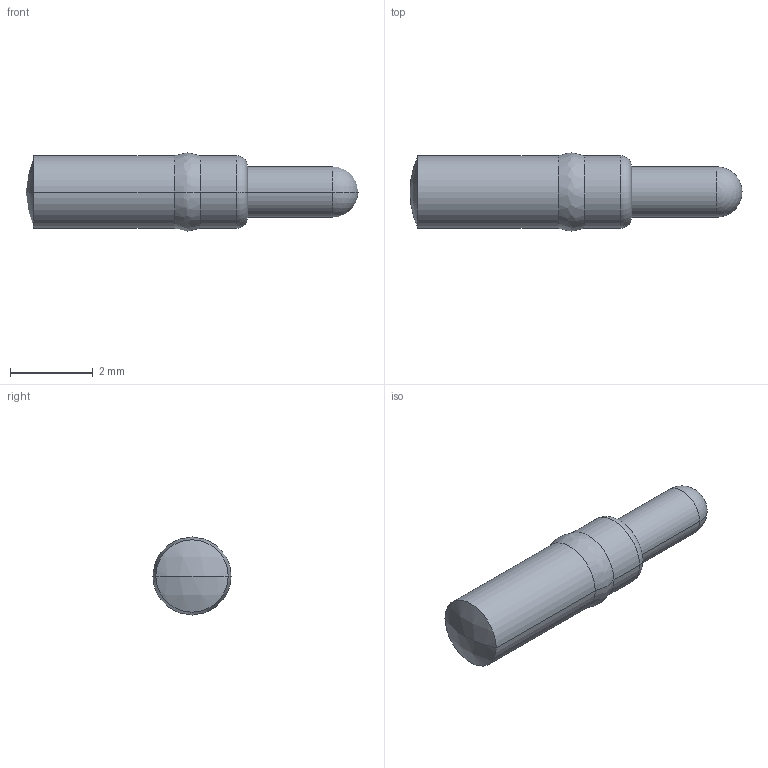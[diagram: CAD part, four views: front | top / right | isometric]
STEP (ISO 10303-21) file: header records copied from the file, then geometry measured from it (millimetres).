
FILE_DESCRIPTION (( 'STEP AP214' ), '1' );
FILE_NAME ('UEBK-12193.STEP', '2016-10-12T14:41:49', ( '' ), ( '' ), 'SwSTEP 2.0', 'SolidWorks 2016', '' );
FILE_SCHEMA (( 'AUTOMOTIVE_DESIGN' ));
Length unit declared in the file: millimetre
Products named in the file (1): UEBK-12193
Bounding box: 8.03 x 1.89 x 1.89 mm (x, y, z)
Volume: 15.6 mm3; surface area: 42 mm2
Topology: 1 solids, 1 shells, 14 faces, 30 edges, 16 vertices
Faces by surface type: cylinder 6, sphere 4, bspline 2, torus 2
Entity records: 394 total; most frequent: CARTESIAN_POINT 81, DIRECTION 68, ORIENTED_EDGE 52, AXIS2_PLACEMENT_3D 31, EDGE_CURVE 26, CIRCLE 18, EDGE_LOOP 14, ADVANCED_FACE 14
